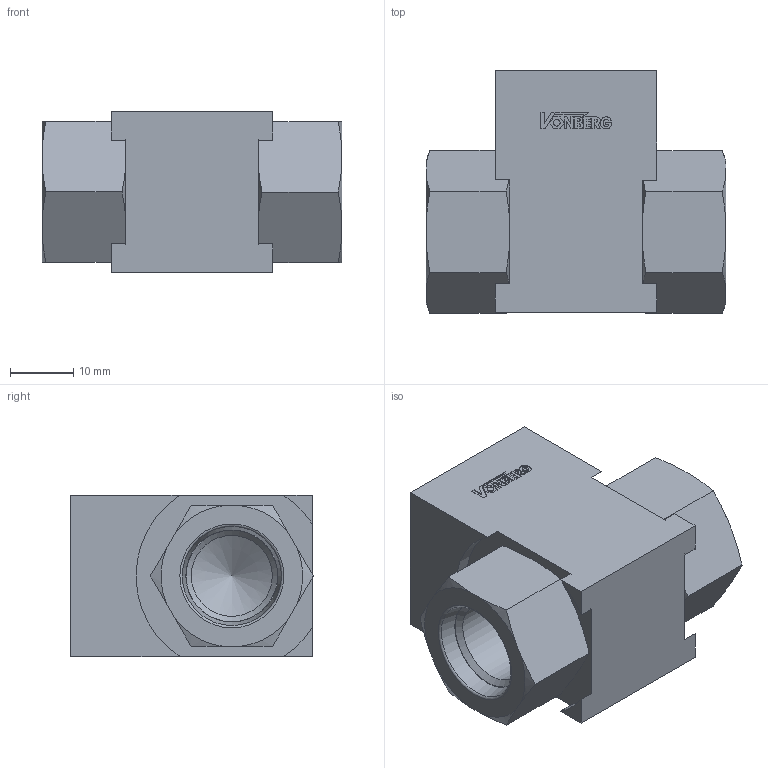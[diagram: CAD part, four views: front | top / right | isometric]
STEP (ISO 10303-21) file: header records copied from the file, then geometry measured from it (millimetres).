
FILE_DESCRIPTION((''),'2;1');
FILE_NAME('60125-6T.stp','2015-01-05T16:38:34',('jml'),(''),'Autodesk Inventor 2010','Autodesk Inventor 2010','');
FILE_SCHEMA(('AUTOMOTIVE_DESIGN { 1 0 10303 214 1 1 1 1 }'));
Length unit declared in the file: inch
Products named in the file (4): 60125-6T; 300111-6; 220661; 908 O-RING
Assembly tree (5 placements, depth 2):
  60125-6T
    300111-6
    220661  x2
    908 O-RING  x2
Bounding box: 47.24 x 38.24 x 25.4 mm (x, y, z)
Volume: 26567.5 mm3; surface area: 12888.8 mm2
Topology: 5 solids, 5 shells, 196 faces, 490 edges, 321 vertices
Faces by surface type: plane 113, cone 44, cylinder 32, torus 7
Full cylindrical faces by diameter (mm): 1.044 x1, 12.751 x3, 15.748 x1, 16.815 x2, 17.323 x2, 19.05 x2, 24.638 x1
Entity records: 4998 total; most frequent: CARTESIAN_POINT 939, DIRECTION 785, ORIENTED_EDGE 764, EDGE_CURVE 382, VERTEX_POINT 265, AXIS2_PLACEMENT_3D 263, VECTOR 259, LINE 259
